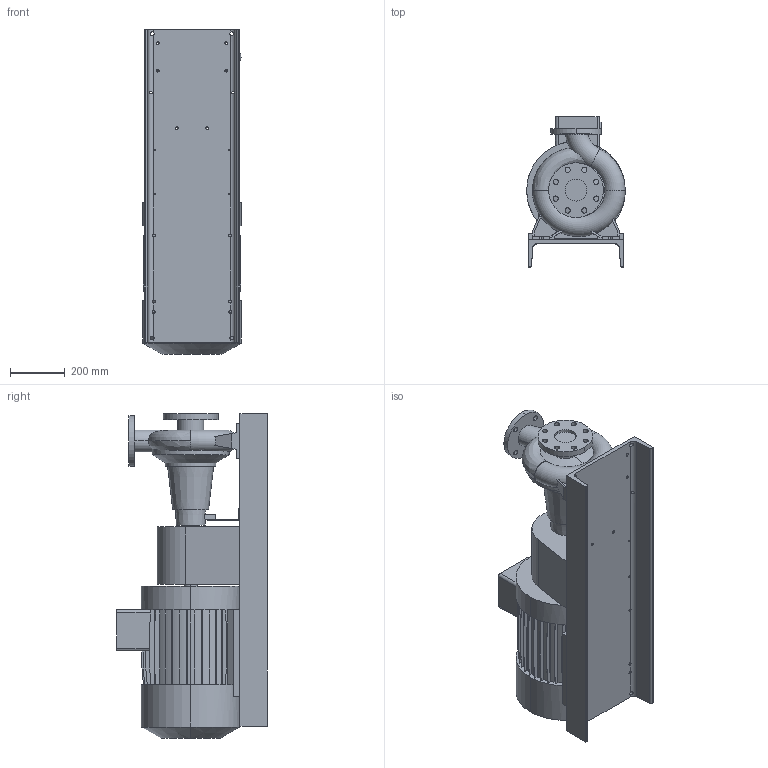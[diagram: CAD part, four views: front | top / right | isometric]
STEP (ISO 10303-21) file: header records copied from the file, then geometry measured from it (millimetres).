
FILE_DESCRIPTION (( 'STEP AP203' ), '1' );
FILE_NAME ('10018071swa00.step', '2023-07-07T12:24:48', ( '' ), ( '' ), 'SwSTEP 2.0', 'SolidWorks 2020', '' );
FILE_SCHEMA (( 'CONFIG_CONTROL_DESIGN' ));
Length unit declared in the file: millimetre
Products named in the file (5): 10018071swa00; 10018097swp00_E30 svil.792; 10018072swp00_180M 2-6; 10012573swp00_320; 10017783swp00_65-200
Assembly tree (4 placements, depth 2):
  10018071swa00
    10017783swp00_65-200
    10018097swp00_E30 svil.792
    10018072swp00_180M 2-6
    10012573swp00_320
Bounding box: 360 x 550 x 1185 mm (x, y, z)
Volume: 91455124.6 mm3; surface area: 3517396.7 mm2
Topology: 4 solids, 5 shells, 536 faces, 1554 edges, 1032 vertices
Faces by surface type: plane 357, cylinder 162, cone 10, torus 5, bspline 2
Entity records: 20337 total; most frequent: CARTESIAN_POINT 5319, ORIENTED_EDGE 3108, DIRECTION 2928, EDGE_CURVE 1554, VECTOR 1116, LINE 1116, VERTEX_POINT 1032, AXIS2_PLACEMENT_3D 906
